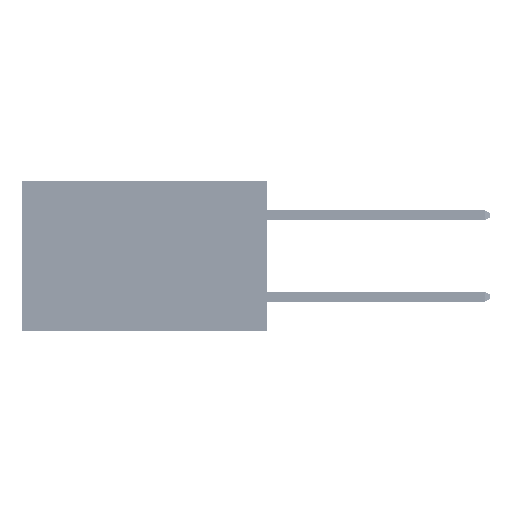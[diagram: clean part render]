
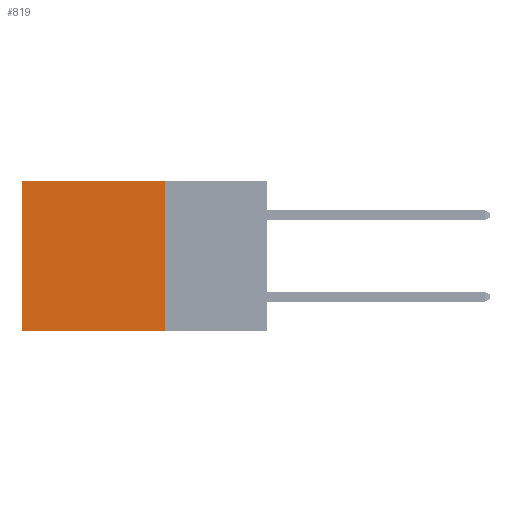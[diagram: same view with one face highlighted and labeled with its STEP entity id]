
A CAD part, left-side view. The second image highlights one B-rep face of the part: STEP entity #819.
In plain terms, the highlighted planar face has unit normal (-1, 0, 0).
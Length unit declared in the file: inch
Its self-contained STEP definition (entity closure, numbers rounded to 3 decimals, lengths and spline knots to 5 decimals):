
#819 = ADVANCED_FACE ( 'NONE', ( #52180 ), #40261, .F. ) ;
#4694 = EDGE_CURVE ( 'NONE', #14971, #15945, #40987, .T. ) ;
#4811 = EDGE_LOOP ( 'NONE', ( #51996, #20346, #6657, #11653 ) ) ;
#6657 = ORIENTED_EDGE ( 'NONE', *, *, #20430, .F. ) ;
#6724 = CARTESIAN_POINT ( 'NONE',  ( 0.2875, 0.25, -0.37 ) ) ;
#9994 = DIRECTION ( 'NONE',  ( 0., 1., 0. ) ) ;
#11376 = DIRECTION ( 'NONE',  ( 0., 1., 0. ) ) ;
#11653 = ORIENTED_EDGE ( 'NONE', *, *, #47733, .T. ) ;
#12120 = DIRECTION ( 'NONE',  ( 0., 0., -1. ) ) ;
#12355 = VECTOR ( 'NONE', #48461, 39.37008 ) ;
#14971 = VERTEX_POINT ( 'NONE', #32911 ) ;
#15945 = VERTEX_POINT ( 'NONE', #29619 ) ;
#16105 = CARTESIAN_POINT ( 'NONE',  ( 0.2875, 0.25, 0. ) ) ;
#17495 = EDGE_CURVE ( 'NONE', #33334, #15945, #31933, .T. ) ;
#18583 = LINE ( 'NONE', #38434, #48029 ) ;
#19245 = VECTOR ( 'NONE', #12120, 39.37008 ) ;
#20346 = ORIENTED_EDGE ( 'NONE', *, *, #17495, .F. ) ;
#20430 = EDGE_CURVE ( 'NONE', #35524, #33334, #29635, .T. ) ;
#24684 = CARTESIAN_POINT ( 'NONE',  ( 0.2875, 0.25, -0.37 ) ) ;
#24687 = CARTESIAN_POINT ( 'NONE',  ( 0.2875, 0.25, 0. ) ) ;
#29619 = CARTESIAN_POINT ( 'NONE',  ( 0.2875, 0.6, -0.37 ) ) ;
#29635 = LINE ( 'NONE', #24687, #12355 ) ;
#31279 = VECTOR ( 'NONE', #11376, 39.37008 ) ;
#31933 = LINE ( 'NONE', #6724, #31279 ) ;
#32911 = CARTESIAN_POINT ( 'NONE',  ( 0.2875, 0.6, 0. ) ) ;
#33334 = VERTEX_POINT ( 'NONE', #24684 ) ;
#35524 = VERTEX_POINT ( 'NONE', #37870 ) ;
#37870 = CARTESIAN_POINT ( 'NONE',  ( 0.2875, 0.25, 0. ) ) ;
#38434 = CARTESIAN_POINT ( 'NONE',  ( 0.2875, 0.25, 0. ) ) ;
#40261 = PLANE ( 'NONE',  #51071 ) ;
#40952 = DIRECTION ( 'NONE',  ( 1., 0., 0. ) ) ;
#40987 = LINE ( 'NONE', #41076, #19245 ) ;
#41076 = CARTESIAN_POINT ( 'NONE',  ( 0.2875, 0.6, 0. ) ) ;
#47733 = EDGE_CURVE ( 'NONE', #35524, #14971, #18583, .T. ) ;
#48029 = VECTOR ( 'NONE', #9994, 39.37008 ) ;
#48461 = DIRECTION ( 'NONE',  ( 0., 0., -1. ) ) ;
#48816 = DIRECTION ( 'NONE',  ( 0., 0., -1. ) ) ;
#51071 = AXIS2_PLACEMENT_3D ( 'NONE', #16105, #40952, #48816 ) ;
#51996 = ORIENTED_EDGE ( 'NONE', *, *, #4694, .T. ) ;
#52180 = FACE_OUTER_BOUND ( 'NONE', #4811, .T. ) ;
